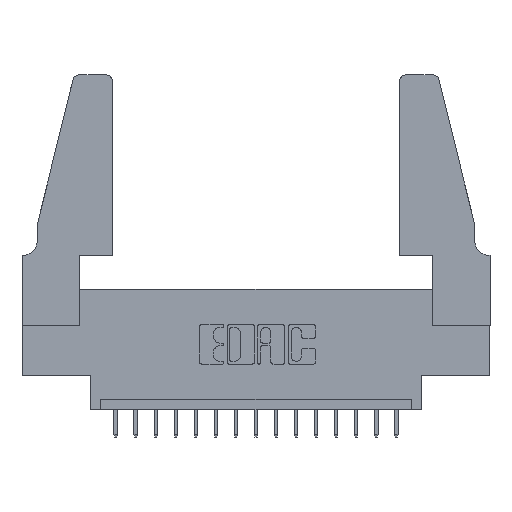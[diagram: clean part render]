
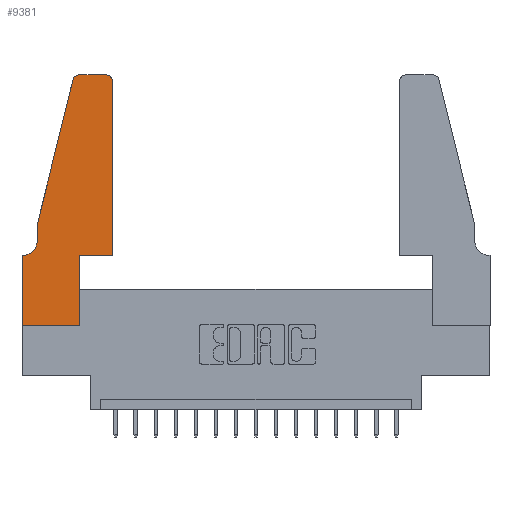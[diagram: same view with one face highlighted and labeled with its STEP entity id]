
A CAD part, top view. The second image highlights one B-rep face of the part: STEP entity #9381.
In plain terms, the highlighted planar face has unit normal (0, 0, 1).
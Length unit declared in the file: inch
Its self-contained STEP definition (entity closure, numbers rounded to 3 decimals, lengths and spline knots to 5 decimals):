
#321 = CARTESIAN_POINT ( 'NONE',  ( 0.2865, 0.35, 0.37 ) ) ;
#371 = VECTOR ( 'NONE', #10091, 39.37008 ) ;
#419 = DIRECTION ( 'NONE',  ( -1., 0., 0. ) ) ;
#571 = CARTESIAN_POINT ( 'NONE',  ( 0.0755, 0.35, 0.37 ) ) ;
#645 = CARTESIAN_POINT ( 'NONE',  ( 0.4505, 1.22, 0.37 ) ) ;
#1054 = DIRECTION ( 'NONE',  ( 0., 0., 1. ) ) ;
#1138 = ORIENTED_EDGE ( 'NONE', *, *, #12554, .T. ) ;
#1164 = CARTESIAN_POINT ( 'NONE',  ( 0.25487, 1.22718, 0.37 ) ) ;
#1356 = EDGE_CURVE ( 'NONE', #14751, #1930, #8481, .T. ) ;
#1698 = AXIS2_PLACEMENT_3D ( 'NONE', #8565, #4636, #16500 ) ;
#1765 = DIRECTION ( 'NONE',  ( 1., 0., 0. ) ) ;
#1774 = AXIS2_PLACEMENT_3D ( 'NONE', #14945, #1054, #17063 ) ;
#1928 = CARTESIAN_POINT ( 'NONE',  ( 0.0755, 0.5, 0.37 ) ) ;
#1930 = VERTEX_POINT ( 'NONE', #9833 ) ;
#2282 = CIRCLE ( 'NONE', #4529, 0.03 ) ;
#2560 = DIRECTION ( 'NONE',  ( 1., 0., 0. ) ) ;
#2694 = CARTESIAN_POINT ( 'NONE',  ( 0.284, 1.22, 0.37 ) ) ;
#3277 = EDGE_CURVE ( 'NONE', #9314, #14751, #15705, .T. ) ;
#3294 = EDGE_CURVE ( 'NONE', #14895, #4155, #6456, .T. ) ;
#3405 = ORIENTED_EDGE ( 'NONE', *, *, #12247, .T. ) ;
#3617 = ORIENTED_EDGE ( 'NONE', *, *, #11610, .T. ) ;
#4155 = VERTEX_POINT ( 'NONE', #14630 ) ;
#4339 = EDGE_CURVE ( 'NONE', #13189, #10051, #5790, .T. ) ;
#4417 = VECTOR ( 'NONE', #16452, 39.37008 ) ;
#4529 = AXIS2_PLACEMENT_3D ( 'NONE', #2694, #13606, #8037 ) ;
#4636 = DIRECTION ( 'NONE',  ( 0., 0., -1. ) ) ;
#4833 = LINE ( 'NONE', #1928, #15342 ) ;
#4857 = CARTESIAN_POINT ( 'NONE',  ( 0.2865, 0., 0.37 ) ) ;
#5103 = ORIENTED_EDGE ( 'NONE', *, *, #3277, .T. ) ;
#5384 = LINE ( 'NONE', #13053, #13468 ) ;
#5561 = CARTESIAN_POINT ( 'NONE',  ( 0., 0.35, 0.37 ) ) ;
#5790 = LINE ( 'NONE', #13891, #7296 ) ;
#6456 = LINE ( 'NONE', #9085, #17200 ) ;
#6537 = EDGE_CURVE ( 'NONE', #9782, #9314, #14102, .T. ) ;
#6865 = EDGE_CURVE ( 'NONE', #4155, #10702, #9268, .T. ) ;
#7296 = VECTOR ( 'NONE', #10047, 39.37008 ) ;
#7324 = ORIENTED_EDGE ( 'NONE', *, *, #13319, .T. ) ;
#7562 = LINE ( 'NONE', #14013, #371 ) ;
#7764 = VERTEX_POINT ( 'NONE', #4857 ) ;
#8037 = DIRECTION ( 'NONE',  ( 1., 0., 0. ) ) ;
#8176 = EDGE_CURVE ( 'NONE', #16724, #14895, #4833, .T. ) ;
#8481 = CIRCLE ( 'NONE', #1774, 0.03 ) ;
#8498 = CARTESIAN_POINT ( 'NONE',  ( 0.2605, 1.25, 0.37 ) ) ;
#8565 = CARTESIAN_POINT ( 'NONE',  ( 0.0055, 0.42, 0.37 ) ) ;
#9085 = CARTESIAN_POINT ( 'NONE',  ( 0.0755, 0.5, 0.37 ) ) ;
#9104 = ORIENTED_EDGE ( 'NONE', *, *, #8176, .T. ) ;
#9268 = CIRCLE ( 'NONE', #1698, 0.07 ) ;
#9314 = VERTEX_POINT ( 'NONE', #13746 ) ;
#9381 = ADVANCED_FACE ( 'NONE', ( #15062 ), #13827, .T. ) ;
#9431 = DIRECTION ( 'NONE',  ( 0., -1., 0. ) ) ;
#9565 = DIRECTION ( 'NONE',  ( 0., 0., 1. ) ) ;
#9782 = VERTEX_POINT ( 'NONE', #321 ) ;
#9822 = CARTESIAN_POINT ( 'NONE',  ( 0.4505, 0.35, 0.37 ) ) ;
#9833 = CARTESIAN_POINT ( 'NONE',  ( 0.4205, 1.25, 0.37 ) ) ;
#10047 = DIRECTION ( 'NONE',  ( 0., -1., 0. ) ) ;
#10051 = VERTEX_POINT ( 'NONE', #16949 ) ;
#10091 = DIRECTION ( 'NONE',  ( 0., 1., 0. ) ) ;
#10518 = ORIENTED_EDGE ( 'NONE', *, *, #16524, .T. ) ;
#10643 = CARTESIAN_POINT ( 'NONE',  ( 0.4505, 0.35, 0.37 ) ) ;
#10702 = VERTEX_POINT ( 'NONE', #12895 ) ;
#11153 = ORIENTED_EDGE ( 'NONE', *, *, #4339, .T. ) ;
#11610 = EDGE_CURVE ( 'NONE', #1930, #12898, #15225, .T. ) ;
#12055 = ORIENTED_EDGE ( 'NONE', *, *, #3294, .T. ) ;
#12247 = EDGE_CURVE ( 'NONE', #12898, #16724, #2282, .T. ) ;
#12356 = VECTOR ( 'NONE', #12570, 39.37008 ) ;
#12554 = EDGE_CURVE ( 'NONE', #10051, #7764, #5384, .T. ) ;
#12570 = DIRECTION ( 'NONE',  ( -1., 0., 0. ) ) ;
#12639 = CARTESIAN_POINT ( 'NONE',  ( 0.0755, 0.5, 0.37 ) ) ;
#12895 = CARTESIAN_POINT ( 'NONE',  ( 0.0055, 0.35, 0.37 ) ) ;
#12898 = VERTEX_POINT ( 'NONE', #13036 ) ;
#13036 = CARTESIAN_POINT ( 'NONE',  ( 0.284, 1.25, 0.37 ) ) ;
#13053 = CARTESIAN_POINT ( 'NONE',  ( 0., 0., 0.37 ) ) ;
#13189 = VERTEX_POINT ( 'NONE', #14953 ) ;
#13319 = EDGE_CURVE ( 'NONE', #10702, #13189, #14145, .T. ) ;
#13468 = VECTOR ( 'NONE', #2560, 39.37008 ) ;
#13606 = DIRECTION ( 'NONE',  ( 0., 0., 1. ) ) ;
#13706 = VECTOR ( 'NONE', #419, 39.37008 ) ;
#13746 = CARTESIAN_POINT ( 'NONE',  ( 0.4505, 0.35, 0.37 ) ) ;
#13827 = PLANE ( 'NONE',  #15642 ) ;
#13891 = CARTESIAN_POINT ( 'NONE',  ( 0., 0., 0.37 ) ) ;
#13902 = DIRECTION ( 'NONE',  ( -0.239, -0.971, 0. ) ) ;
#14013 = CARTESIAN_POINT ( 'NONE',  ( 0.2865, 0.35, 0.37 ) ) ;
#14102 = LINE ( 'NONE', #9822, #4417 ) ;
#14145 = LINE ( 'NONE', #571, #12356 ) ;
#14630 = CARTESIAN_POINT ( 'NONE',  ( 0.0755, 0.42, 0.37 ) ) ;
#14692 = VECTOR ( 'NONE', #17102, 39.37008 ) ;
#14751 = VERTEX_POINT ( 'NONE', #645 ) ;
#14895 = VERTEX_POINT ( 'NONE', #12639 ) ;
#14945 = CARTESIAN_POINT ( 'NONE',  ( 0.4205, 1.22, 0.37 ) ) ;
#14953 = CARTESIAN_POINT ( 'NONE',  ( 0., 0.35, 0.37 ) ) ;
#15062 = FACE_OUTER_BOUND ( 'NONE', #16137, .T. ) ;
#15225 = LINE ( 'NONE', #8498, #13706 ) ;
#15342 = VECTOR ( 'NONE', #13902, 39.37008 ) ;
#15642 = AXIS2_PLACEMENT_3D ( 'NONE', #5561, #9565, #1765 ) ;
#15705 = LINE ( 'NONE', #10643, #14692 ) ;
#15737 = ORIENTED_EDGE ( 'NONE', *, *, #6865, .T. ) ;
#16137 = EDGE_LOOP ( 'NONE', ( #3617, #3405, #9104, #12055, #15737, #7324, #11153, #1138, #10518, #16762, #5103, #16643 ) ) ;
#16452 = DIRECTION ( 'NONE',  ( 1., 0., 0. ) ) ;
#16500 = DIRECTION ( 'NONE',  ( -1., 0., 0. ) ) ;
#16524 = EDGE_CURVE ( 'NONE', #7764, #9782, #7562, .T. ) ;
#16643 = ORIENTED_EDGE ( 'NONE', *, *, #1356, .T. ) ;
#16724 = VERTEX_POINT ( 'NONE', #1164 ) ;
#16762 = ORIENTED_EDGE ( 'NONE', *, *, #6537, .T. ) ;
#16949 = CARTESIAN_POINT ( 'NONE',  ( 0., 0., 0.37 ) ) ;
#17063 = DIRECTION ( 'NONE',  ( 1., 0., 0. ) ) ;
#17102 = DIRECTION ( 'NONE',  ( 0., 1., 0. ) ) ;
#17200 = VECTOR ( 'NONE', #9431, 39.37008 ) ;
